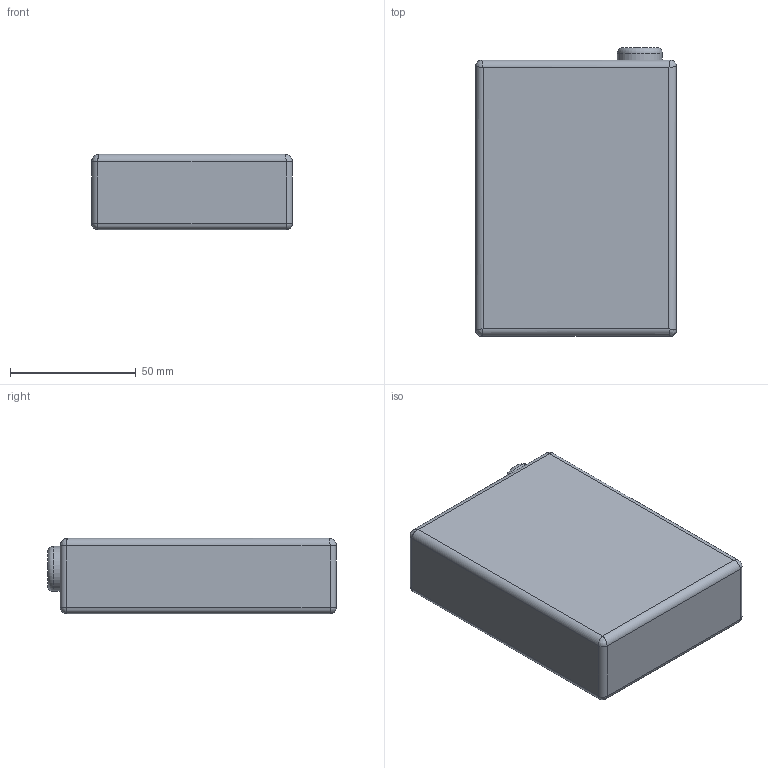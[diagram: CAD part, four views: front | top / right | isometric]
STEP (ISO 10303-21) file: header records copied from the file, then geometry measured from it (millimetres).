
FILE_DESCRIPTION(/* description */ (''),/* implementation_level */ '2;1');
FILE_NAME(/* name */ 'Insulin Pump Case.step',/* time_stamp */ '2019-05-11T10:13:37+06:00',/* author */ ('sathyar1999'),/* organization */ (''),/* preprocessor_version */ 'ST-DEVELOPER v18',/* originating_system */ 'Autodesk Translation Framework v8.2.0.1029',/* authorisation */ '');
FILE_SCHEMA (('AUTOMOTIVE_DESIGN { 1 0 10303 214 3 1 1 }'));
Length unit declared in the file: millimetre
Products named in the file (1): caseee
Bounding box: 80 x 115 x 30 mm (x, y, z)
Volume: 53099.3 mm3; surface area: 42483.9 mm2
Topology: 1 solids, 1 shells, 39 faces, 85 edges, 46 vertices
Faces by surface type: plane 16, cylinder 14, bspline 4, sphere 4, torus 1
Full cylindrical faces by diameter (mm): 15 x1, 17.9 x1
Entity records: 1175 total; most frequent: CARTESIAN_POINT 303, DIRECTION 184, ORIENTED_EDGE 162, EDGE_CURVE 81, AXIS2_PLACEMENT_3D 67, LINE 50, VECTOR 50, VERTEX_POINT 46
